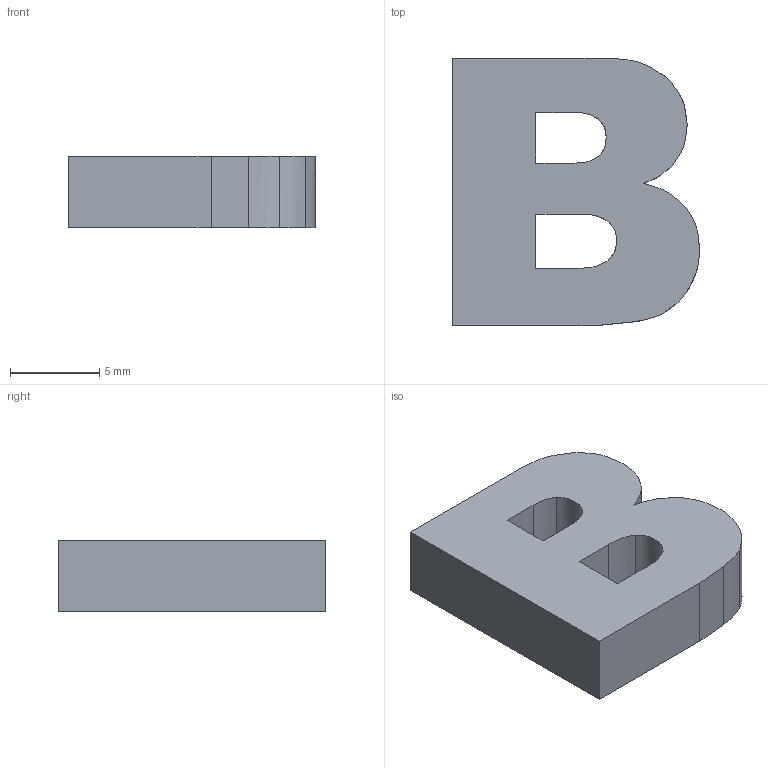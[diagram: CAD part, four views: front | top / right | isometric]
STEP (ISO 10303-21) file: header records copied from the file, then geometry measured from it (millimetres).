
FILE_DESCRIPTION(/* description */ (''),/* implementation_level */ '2;1');
FILE_NAME(/* name */ 'letter_B.step',/* time_stamp */ '2025-12-09T20:12:02+01:00',/* author */ (''),/* organization */ (''),/* preprocessor_version */ 'ST-DEVELOPER v20.1',/* originating_system */ 'Autodesk Translation Framework v14.21.0.0',/* authorisation */ '');
FILE_SCHEMA (('AUTOMOTIVE_DESIGN { 1 0 10303 214 3 1 1 }'));
Length unit declared in the file: millimetre
Products named in the file (1): FusionComponent
Bounding box: 13.86 x 15 x 4 mm (x, y, z)
Volume: 670.1 mm3; surface area: 664.5 mm2
Topology: 1 solids, 1 shells, 29 faces, 81 edges, 54 vertices
Faces by surface type: bspline 18, plane 11
Entity records: 1136 total; most frequent: CARTESIAN_POINT 471, ORIENTED_EDGE 162, EDGE_CURVE 81, DIRECTION 69, VERTEX_POINT 54, LINE 45, VECTOR 45, B_SPLINE_CURVE_WITH_KNOTS 36
